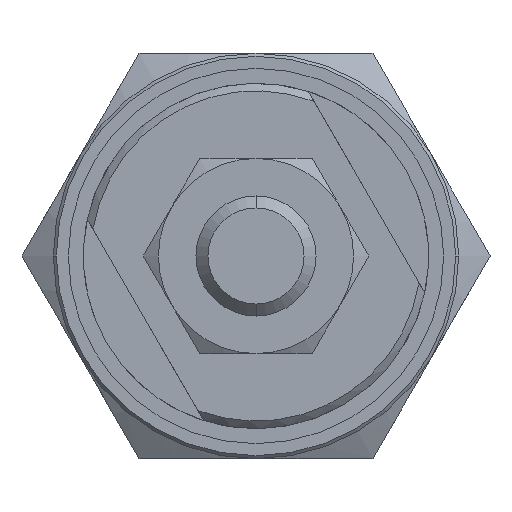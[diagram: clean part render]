
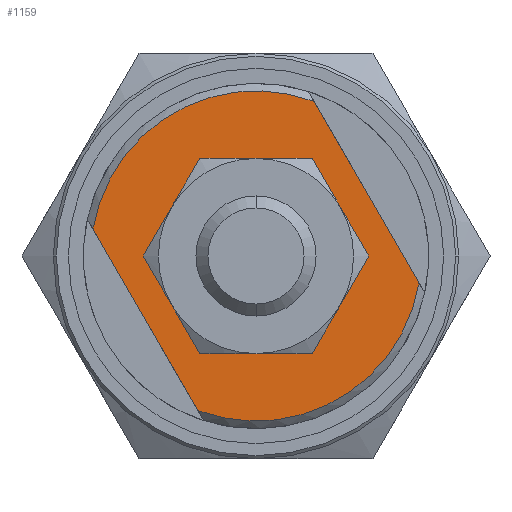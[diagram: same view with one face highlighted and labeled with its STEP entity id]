
A CAD part, left-side view. The second image highlights one B-rep face of the part: STEP entity #1159.
In plain terms, the highlighted planar face has unit normal (-1, 0, 0).
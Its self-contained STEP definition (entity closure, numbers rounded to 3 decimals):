
#47 = DIRECTION ( 'NONE',  ( -1., 0., 0. ) ) ;
#147 = LINE ( 'NONE', #346, #4371 ) ;
#346 = CARTESIAN_POINT ( 'NONE',  ( -14., -1.611, 14.209 ) ) ;
#611 = AXIS2_PLACEMENT_3D ( 'NONE', #5194, #2964, #5565 ) ;
#833 = EDGE_CURVE ( 'NONE', #1418, #5163, #147, .T. ) ;
#835 = VECTOR ( 'NONE', #1300, 1000. ) ;
#1072 = ORIENTED_EDGE ( 'NONE', *, *, #3727, .T. ) ;
#1159 = ADVANCED_FACE ( 'NONE', ( #4721 ), #3409, .F. ) ;
#1248 = VERTEX_POINT ( 'NONE', #2482 ) ;
#1300 = DIRECTION ( 'NONE',  ( 0., 0.5, 0.866 ) ) ;
#1418 = VERTEX_POINT ( 'NONE', #1552 ) ;
#1456 = EDGE_LOOP ( 'NONE', ( #2260, #1656, #1072, #2050 ) ) ;
#1535 = DIRECTION ( 'NONE',  ( -1., 0., 0. ) ) ;
#1552 = CARTESIAN_POINT ( 'NONE',  ( -14., -3.87, 10.297 ) ) ;
#1578 = CARTESIAN_POINT ( 'NONE',  ( -14., 10.852, 1.797 ) ) ;
#1656 = ORIENTED_EDGE ( 'NONE', *, *, #3968, .F. ) ;
#2044 = VERTEX_POINT ( 'NONE', #1578 ) ;
#2050 = ORIENTED_EDGE ( 'NONE', *, *, #833, .F. ) ;
#2260 = ORIENTED_EDGE ( 'NONE', *, *, #2298, .T. ) ;
#2298 = EDGE_CURVE ( 'NONE', #1418, #2044, #5280, .T. ) ;
#2482 = CARTESIAN_POINT ( 'NONE',  ( -14., 3.87, -10.297 ) ) ;
#2626 = CARTESIAN_POINT ( 'NONE',  ( -14., 0., 0. ) ) ;
#2964 = DIRECTION ( 'NONE',  ( 1., 0., 0. ) ) ;
#3028 = CARTESIAN_POINT ( 'NONE',  ( -14., -10.852, -1.797 ) ) ;
#3037 = DIRECTION ( 'NONE',  ( 0., 0.866, -0.5 ) ) ;
#3409 = PLANE ( 'NONE',  #611 ) ;
#3727 = EDGE_CURVE ( 'NONE', #1248, #5163, #5287, .T. ) ;
#3968 = EDGE_CURVE ( 'NONE', #1248, #2044, #5444, .T. ) ;
#3996 = AXIS2_PLACEMENT_3D ( 'NONE', #4126, #1535, #4584 ) ;
#4126 = CARTESIAN_POINT ( 'NONE',  ( -14., 0., 0. ) ) ;
#4320 = CARTESIAN_POINT ( 'NONE',  ( -14., 13.111, 5.709 ) ) ;
#4371 = VECTOR ( 'NONE', #5506, 1000. ) ;
#4584 = DIRECTION ( 'NONE',  ( 0., 0.866, -0.5 ) ) ;
#4721 = FACE_OUTER_BOUND ( 'NONE', #1456, .T. ) ;
#5035 = AXIS2_PLACEMENT_3D ( 'NONE', #2626, #47, #3037 ) ;
#5163 = VERTEX_POINT ( 'NONE', #3028 ) ;
#5194 = CARTESIAN_POINT ( 'NONE',  ( -14., 0., 0. ) ) ;
#5280 = CIRCLE ( 'NONE', #5035, 11. ) ;
#5287 = CIRCLE ( 'NONE', #3996, 11. ) ;
#5444 = LINE ( 'NONE', #4320, #835 ) ;
#5506 = DIRECTION ( 'NONE',  ( 0., -0.5, -0.866 ) ) ;
#5565 = DIRECTION ( 'NONE',  ( 0., 0.866, -0.5 ) ) ;
